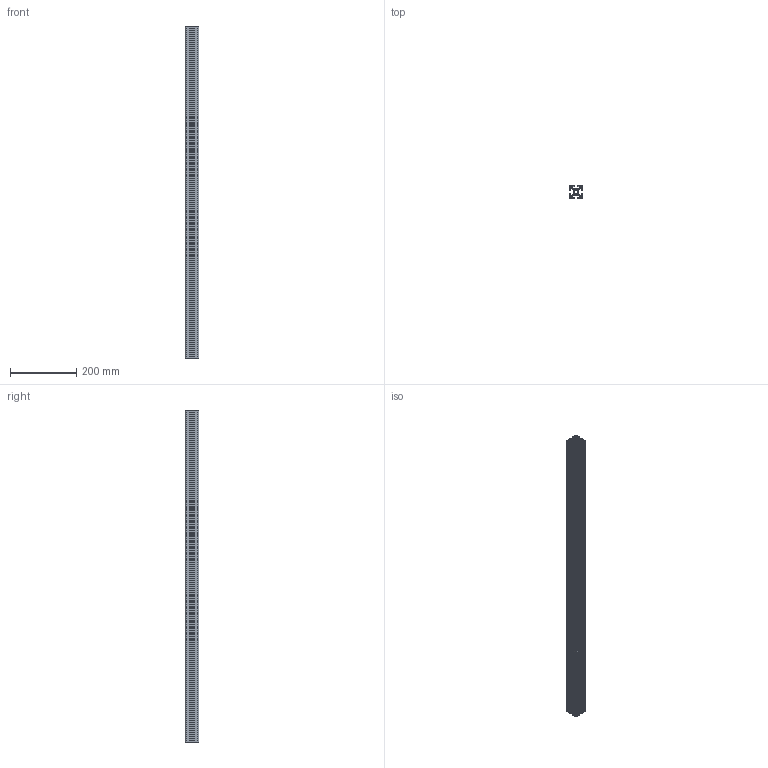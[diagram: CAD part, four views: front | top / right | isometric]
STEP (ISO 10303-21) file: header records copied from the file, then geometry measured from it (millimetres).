
FILE_DESCRIPTION (( 'STEP AP214' ), '1' );
FILE_NAME ('444L Êîíñòðóêöèîííûé ïðîôèëü 40õ40L.STEP', '2014-12-19T07:36:04', ( 'XTreme.ws' ), ( 'XTreme.ws' ), 'SwSTEP 2.0', 'SolidWorks 2014', '' );
FILE_SCHEMA (( 'AUTOMOTIVE_DESIGN' ));
Length unit declared in the file: millimetre
Products named in the file (2): 444L Êîíñòðóêöèîííûé ïðîôèëü 40õ40L
Bounding box: 40 x 40 x 1000 mm (x, y, z)
Volume: 458002.8 mm3; surface area: 591456.3 mm2
Topology: 1 solids, 1 shells, 398 faces, 1188 edges, 792 vertices
Faces by surface type: plane 210, cylinder 188
Entity records: 13537 total; most frequent: CARTESIAN_POINT 2380, ORIENTED_EDGE 2376, DIRECTION 2364, EDGE_CURVE 1188, LINE 812, VECTOR 812, VERTEX_POINT 792, AXIS2_PLACEMENT_3D 776
